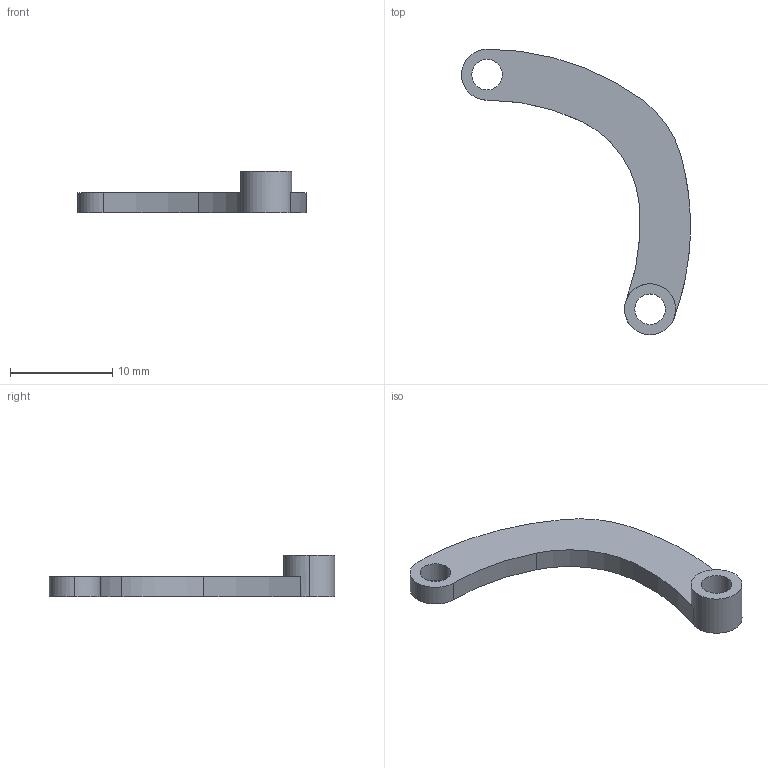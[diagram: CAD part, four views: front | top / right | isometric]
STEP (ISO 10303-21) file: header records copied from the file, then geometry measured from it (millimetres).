
FILE_DESCRIPTION (( 'STEP AP203' ), '1' );
FILE_NAME ('22.) Claw Servo Rod.STEP', '2023-08-09T19:10:06', ( '' ), ( '' ), 'SwSTEP 2.0', 'SolidWorks 2023', '' );
FILE_SCHEMA (( 'CONFIG_CONTROL_DESIGN' ));
Length unit declared in the file: millimetre
Products named in the file (1): 22.) Claw Servo Rod
Bounding box: 22.43 x 28 x 4.1 mm (x, y, z)
Volume: 382.2 mm3; surface area: 615.2 mm2
Topology: 1 solids, 1 shells, 17 faces, 46 edges, 31 vertices
Faces by surface type: cylinder 14, plane 3
Entity records: 644 total; most frequent: DIRECTION 111, CARTESIAN_POINT 98, ORIENTED_EDGE 92, AXIS2_PLACEMENT_3D 48, EDGE_CURVE 46, VERTEX_POINT 31, CIRCLE 30, EDGE_LOOP 21
